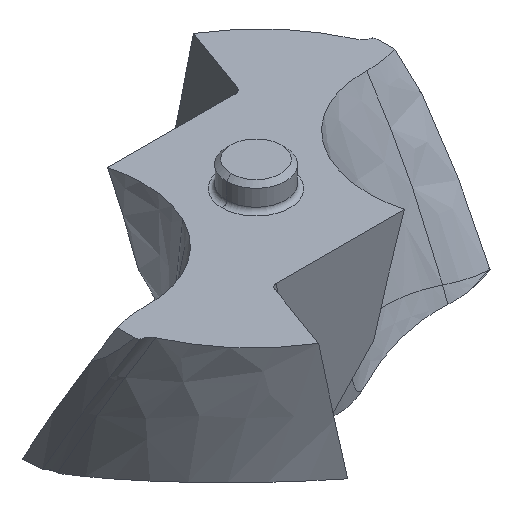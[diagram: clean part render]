
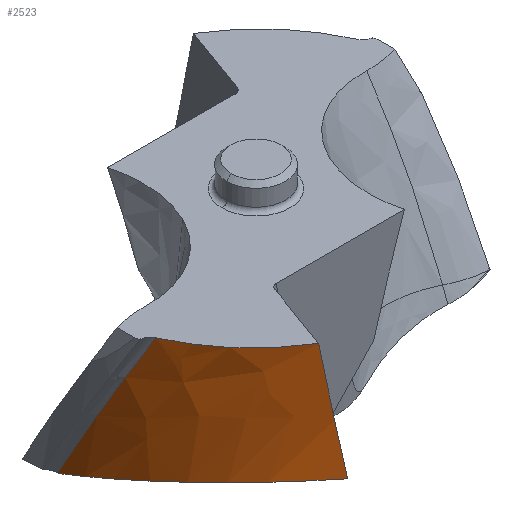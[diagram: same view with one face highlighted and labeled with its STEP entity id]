
A CAD part, isometric view. The second image highlights one B-rep face of the part: STEP entity #2523.
In plain terms, the highlighted free-form (B-spline) face has degree [3, 3] with [7, 5] control points.
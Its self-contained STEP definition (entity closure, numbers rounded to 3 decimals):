
#166=CARTESIAN_POINT('',(-3.464,-5.569,
0.));
#167=CARTESIAN_POINT('',(-3.934,-5.287,
0.));
#168=CARTESIAN_POINT('',(-4.973,-4.467,
0.));
#169=CARTESIAN_POINT('',(-5.724,-3.364,
0.));
#170=CARTESIAN_POINT('',(-6.036,-2.667,
0.));
#759=CARTESIAN_POINT('',(-6.6,0.072,
-5.021));
#777=CARTESIAN_POINT('',(-2.812,-5.897,
-4.106));
#778=CARTESIAN_POINT('',(-2.994,-5.812,
-4.073));
#779=CARTESIAN_POINT('',(-3.343,-5.63,
-4.017));
#780=CARTESIAN_POINT('',(-3.815,-5.33,
-3.961));
#781=CARTESIAN_POINT('',(-4.268,-4.987,
-3.929));
#782=CARTESIAN_POINT('',(-4.682,-4.613,
-3.923));
#783=CARTESIAN_POINT('',(-5.063,-4.204,
-3.943));
#784=CARTESIAN_POINT('',(-5.414,-3.755,
-3.989));
#785=CARTESIAN_POINT('',(-5.714,-3.293,
-4.059));
#786=CARTESIAN_POINT('',(-5.979,-2.799,
-4.154));
#787=CARTESIAN_POINT('',(-6.203,-2.27,
-4.277));
#788=CARTESIAN_POINT('',(-6.374,-1.745,
-4.418));
#789=CARTESIAN_POINT('',(-6.508,-1.156,
-4.598));
#790=CARTESIAN_POINT('',(-6.581,-0.61,
-4.782));
#791=CARTESIAN_POINT('',(-6.601,-0.206,
-4.932));
#792=CARTESIAN_POINT('',(-6.601,0.,
-5.012));
#794=CARTESIAN_POINT('',(-6.601,0.,
-5.012));
#795=CARTESIAN_POINT('',(-6.601,0.008,
-5.013));
#796=CARTESIAN_POINT('',(-6.601,0.024,
-5.015));
#797=CARTESIAN_POINT('',(-6.6,0.048,
-5.018));
#798=CARTESIAN_POINT('',(-6.6,0.064,
-5.02));
#799=CARTESIAN_POINT('',(-6.6,0.072,
-5.021));
#801=CARTESIAN_POINT('',(-6.6,0.072,
-5.021));
#802=CARTESIAN_POINT('',(-6.611,-0.462,
-4.037));
#803=CARTESIAN_POINT('',(-6.508,-1.391,
-2.363));
#804=CARTESIAN_POINT('',(-6.198,-2.301,
-0.69));
#805=CARTESIAN_POINT('',(-6.036,-2.667,
0.));
#807=CARTESIAN_POINT('',(-3.464,-5.569,
0.));
#808=CARTESIAN_POINT('',(-3.412,-5.587,
-0.311));
#809=CARTESIAN_POINT('',(-3.314,-5.621,
-0.899));
#810=CARTESIAN_POINT('',(-3.185,-5.671,
-1.681));
#811=CARTESIAN_POINT('',(-3.075,-5.722,
-2.367));
#812=CARTESIAN_POINT('',(-2.978,-5.776,
-2.987));
#813=CARTESIAN_POINT('',(-2.891,-5.834,
-3.563));
#814=CARTESIAN_POINT('',(-2.838,-5.875,
-3.929));
#815=CARTESIAN_POINT('',(-2.812,-5.897,
-4.106));
#967=CARTESIAN_POINT('',(-3.464,-5.569,
0.));
#968=VERTEX_POINT('',#967);
#969=VERTEX_POINT('',#170);
#1000=CARTESIAN_POINT('',(-6.601,0.,
-5.012));
#1001=VERTEX_POINT('',#1000);
#1002=VERTEX_POINT('',#777);
#1017=VERTEX_POINT('',#759);
#2479=CARTESIAN_POINT('',(-3.09,-5.827,
-5.072));
#2480=CARTESIAN_POINT('',(-2.693,-5.955,
-4.071));
#2481=CARTESIAN_POINT('',(-1.892,-6.193,
-2.364));
#2482=CARTESIAN_POINT('',(-0.874,-6.413,
-0.658));
#2483=CARTESIAN_POINT('',(-0.418,-6.494,
0.048));
#2484=CARTESIAN_POINT('',(-3.163,-5.789,
-5.072));
#2485=CARTESIAN_POINT('',(-2.768,-5.923,
-4.071));
#2486=CARTESIAN_POINT('',(-1.969,-6.173,
-2.364));
#2487=CARTESIAN_POINT('',(-0.954,-6.405,
-0.658));
#2488=CARTESIAN_POINT('',(-0.498,-6.491,
0.048));
#2489=CARTESIAN_POINT('',(-3.915,-5.373,
-5.072));
#2490=CARTESIAN_POINT('',(-3.538,-5.578,
-4.071));
#2491=CARTESIAN_POINT('',(-2.77,-5.949,
-2.364));
#2492=CARTESIAN_POINT('',(-1.785,-6.3,
-0.658));
#2493=CARTESIAN_POINT('',(-1.342,-6.436,
0.048));
#2494=CARTESIAN_POINT('',(-5.187,-4.3,
-5.072));
#2495=CARTESIAN_POINT('',(-4.87,-4.632,
-4.071));
#2496=CARTESIAN_POINT('',(-4.205,-5.22,
-2.364));
#2497=CARTESIAN_POINT('',(-3.324,-5.789,
-0.658));
#2498=CARTESIAN_POINT('',(-2.924,-6.014,
0.048));
#2499=CARTESIAN_POINT('',(-6.368,-2.217,
-5.072));
#2500=CARTESIAN_POINT('',(-6.197,-2.691,
-4.071));
#2501=CARTESIAN_POINT('',(-5.779,-3.52,
-2.364));
#2502=CARTESIAN_POINT('',(-5.146,-4.331,
-0.658));
#2503=CARTESIAN_POINT('',(-4.848,-4.657,
0.048));
#2504=CARTESIAN_POINT('',(-6.619,-0.631,
-5.072));
#2505=CARTESIAN_POINT('',(-6.572,-1.16,
-4.071));
#2506=CARTESIAN_POINT('',(-6.367,-2.082,
-2.364));
#2507=CARTESIAN_POINT('',(-5.946,-2.986,
-0.658));
#2508=CARTESIAN_POINT('',(-5.736,-3.35,
0.048));
#2509=CARTESIAN_POINT('',(-6.598,0.171,
-5.072));
#2510=CARTESIAN_POINT('',(-6.617,-0.374,
-4.071));
#2511=CARTESIAN_POINT('',(-6.525,-1.323,
-2.364));
#2512=CARTESIAN_POINT('',(-6.216,-2.253,
-0.658));
#2513=CARTESIAN_POINT('',(-6.053,-2.628,
0.048));
#2514=B_SPLINE_SURFACE_WITH_KNOTS('',3,3,((#2479,#2480,#2481,#2482,#2483),
(#2484,#2485,#2486,#2487,#2488),(#2489,#2490,#2491,#2492,#2493),(#2494,#2495,
#2496,#2497,#2498),(#2499,#2500,#2501,#2502,#2503),(#2504,#2505,#2506,#2507,
#2508),(#2509,#2510,#2511,#2512,#2513)),.UNSPECIFIED.,.F.,.F.,.F.,(4,1,1,1,4),
(4,1,4),(0.224,0.25,0.5,0.75,1.008),(
0.067,3.534,5.978),.UNSPECIFIED.);
#2515=ORIENTED_EDGE('',*,*,#1700,.T.);
#2516=ORIENTED_EDGE('',*,*,#1744,.T.);
#2517=ORIENTED_EDGE('',*,*,#2467,.T.);
#2518=ORIENTED_EDGE('',*,*,#1306,.F.);
#2520=ORIENTED_EDGE('',*,*,#2519,.T.);
#2521=EDGE_LOOP('',(#2515,#2516,#2517,#2518,#2520));
#2522=FACE_OUTER_BOUND('',#2521,.F.);
#171=B_SPLINE_CURVE_WITH_KNOTS('',3,(#166,#167,#168,#169,#170),.UNSPECIFIED.,
.F.,.F.,(4,1,4),(0.,0.418,1.),.UNSPECIFIED.);
#793=B_SPLINE_CURVE_WITH_KNOTS('',3,(#777,#778,#779,#780,#781,#782,#783,#784,
#785,#786,#787,#788,#789,#790,#791,#792),.UNSPECIFIED.,.F.,.F.,(4,1,1,1,1,1,1,1,
1,1,1,1,1,4),(0.,0.077,0.154,0.231,
0.308,0.385,0.462,0.538,
0.615,0.692,0.769,0.846,
0.923,1.),.UNSPECIFIED.);
#800=B_SPLINE_CURVE_WITH_KNOTS('',3,(#794,#795,#796,#797,#798,#799),
.UNSPECIFIED.,.F.,.F.,(4,1,1,4),(0.,0.333,0.667,1.),
.UNSPECIFIED.);
#806=B_SPLINE_CURVE_WITH_KNOTS('',3,(#801,#802,#803,#804,#805),.UNSPECIFIED.,
.F.,.F.,(4,1,4),(0.,0.588,1.),.UNSPECIFIED.);
#816=B_SPLINE_CURVE_WITH_KNOTS('',3,(#807,#808,#809,#810,#811,#812,#813,#814,
#815),.UNSPECIFIED.,.F.,.F.,(4,1,1,1,1,1,4),(0.,0.167,
0.333,0.5,0.667,0.833,1.),
.UNSPECIFIED.);
#1306=EDGE_CURVE('',#968,#969,#171,.T.);
#1700=EDGE_CURVE('',#1002,#1001,#793,.T.);
#1744=EDGE_CURVE('',#1001,#1017,#800,.T.);
#2467=EDGE_CURVE('',#1017,#969,#806,.T.);
#2519=EDGE_CURVE('',#968,#1002,#816,.T.);
#2523=ADVANCED_FACE('',(#2522),#2514,.F.);
